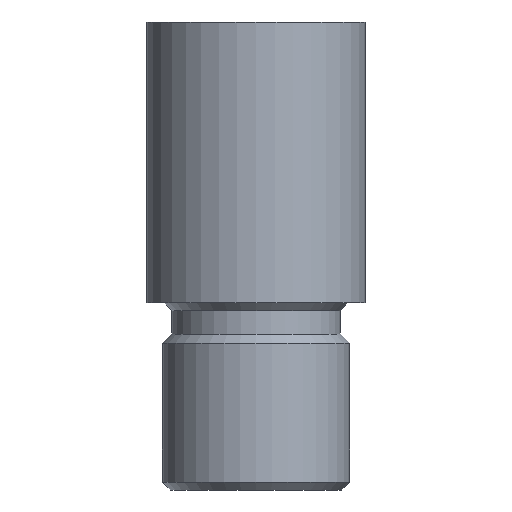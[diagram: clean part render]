
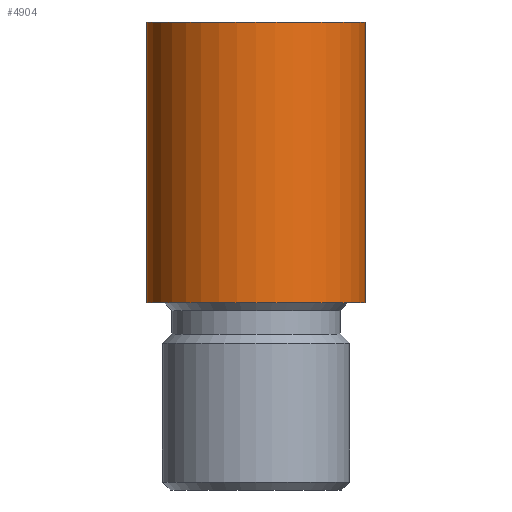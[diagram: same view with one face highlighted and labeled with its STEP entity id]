
A CAD part, front view. The second image highlights one B-rep face of the part: STEP entity #4904.
In plain terms, the highlighted cylindrical face has radius 7 mm (diameter 14 mm), a partial arc.
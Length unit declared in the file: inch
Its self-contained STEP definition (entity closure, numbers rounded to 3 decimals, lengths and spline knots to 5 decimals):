
#284 = DIRECTION ( 'NONE',  ( 1., 0., 0. ) ) ;
#566 = EDGE_LOOP ( 'NONE', ( #5213, #2696, #3509, #3699 ) ) ;
#677 = CYLINDRICAL_SURFACE ( 'NONE', #1183, 0.27559 ) ;
#793 = CARTESIAN_POINT ( 'NONE',  ( -0.27559, 0., 0.72298 ) ) ;
#1032 = CARTESIAN_POINT ( 'NONE',  ( 0., 0., 0. ) ) ;
#1183 = AXIS2_PLACEMENT_3D ( 'NONE', #5607, #2562, #2075 ) ;
#1584 = FACE_OUTER_BOUND ( 'NONE', #566, .T. ) ;
#1587 = EDGE_CURVE ( 'NONE', #5325, #4113, #5172, .T. ) ;
#1673 = DIRECTION ( 'NONE',  ( 0., 0., -1. ) ) ;
#1851 = VECTOR ( 'NONE', #3073, 39.37008 ) ;
#1996 = DIRECTION ( 'NONE',  ( 1., 0., 0. ) ) ;
#2038 = VECTOR ( 'NONE', #5216, 39.37008 ) ;
#2075 = DIRECTION ( 'NONE',  ( 1., 0., 0. ) ) ;
#2110 = CIRCLE ( 'NONE', #5354, 0.27559 ) ;
#2536 = EDGE_CURVE ( 'NONE', #3862, #5325, #4768, .T. ) ;
#2562 = DIRECTION ( 'NONE',  ( 0., 0., 1. ) ) ;
#2696 = ORIENTED_EDGE ( 'NONE', *, *, #4835, .T. ) ;
#2829 = VERTEX_POINT ( 'NONE', #4108 ) ;
#2842 = DIRECTION ( 'NONE',  ( 0., 0., 1. ) ) ;
#3073 = DIRECTION ( 'NONE',  ( 0., 0., 1. ) ) ;
#3112 = EDGE_CURVE ( 'NONE', #2829, #4113, #5297, .T. ) ;
#3150 = CARTESIAN_POINT ( 'NONE',  ( -0.27559, 0., 0.70866 ) ) ;
#3509 = ORIENTED_EDGE ( 'NONE', *, *, #2536, .T. ) ;
#3661 = CARTESIAN_POINT ( 'NONE',  ( 0.27559, 0., 0. ) ) ;
#3699 = ORIENTED_EDGE ( 'NONE', *, *, #1587, .T. ) ;
#3827 = CARTESIAN_POINT ( 'NONE',  ( 0., 0., 0.70866 ) ) ;
#3862 = VERTEX_POINT ( 'NONE', #3661 ) ;
#3879 = AXIS2_PLACEMENT_3D ( 'NONE', #3827, #1673, #284 ) ;
#3992 = CARTESIAN_POINT ( 'NONE',  ( 0.27559, 0., 0.72298 ) ) ;
#4108 = CARTESIAN_POINT ( 'NONE',  ( -0.27559, 0., 0. ) ) ;
#4113 = VERTEX_POINT ( 'NONE', #3150 ) ;
#4768 = LINE ( 'NONE', #3992, #2038 ) ;
#4835 = EDGE_CURVE ( 'NONE', #2829, #3862, #2110, .T. ) ;
#4904 = ADVANCED_FACE ( 'NONE', ( #1584 ), #677, .T. ) ;
#5172 = CIRCLE ( 'NONE', #3879, 0.27559 ) ;
#5213 = ORIENTED_EDGE ( 'NONE', *, *, #3112, .F. ) ;
#5216 = DIRECTION ( 'NONE',  ( 0., 0., 1. ) ) ;
#5297 = LINE ( 'NONE', #793, #1851 ) ;
#5325 = VERTEX_POINT ( 'NONE', #5601 ) ;
#5354 = AXIS2_PLACEMENT_3D ( 'NONE', #1032, #2842, #1996 ) ;
#5601 = CARTESIAN_POINT ( 'NONE',  ( 0.27559, 0., 0.70866 ) ) ;
#5607 = CARTESIAN_POINT ( 'NONE',  ( 0., 0., 0.72298 ) ) ;
